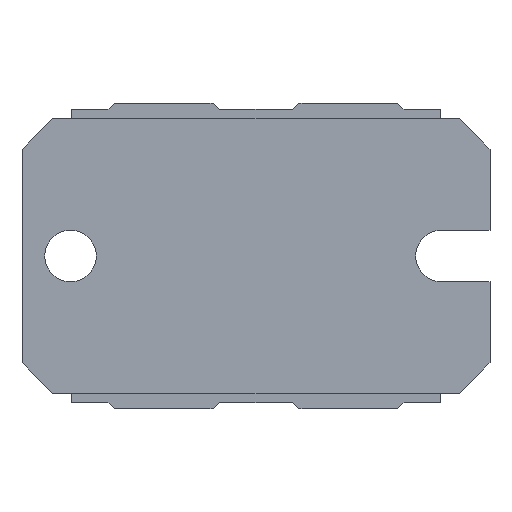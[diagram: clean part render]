
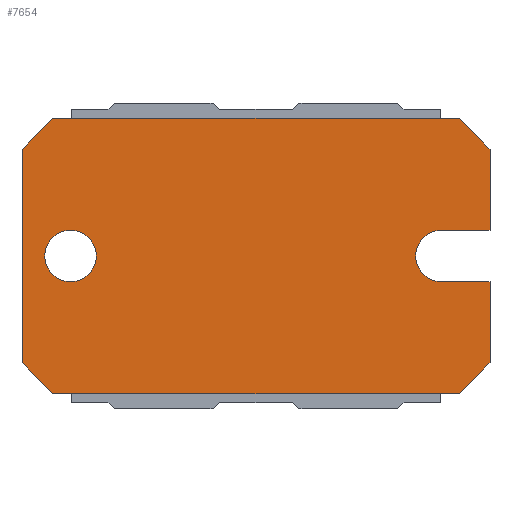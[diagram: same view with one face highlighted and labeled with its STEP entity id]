
A CAD part, front view. The second image highlights one B-rep face of the part: STEP entity #7654.
In plain terms, the highlighted planar face has unit normal (0, -1, 0).
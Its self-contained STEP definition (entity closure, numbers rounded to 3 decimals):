
#100=CIRCLE('',#8007,2.1);
#107=CIRCLE('',#8048,2.1);
#108=CIRCLE('',#8049,2.1);
#234=FACE_BOUND('',#909,.T.);
#490=FACE_OUTER_BOUND('',#908,.T.);
#908=EDGE_LOOP('',(#6060,#6061,#6062,#6063,#6064,#6065,#6066,#6067,#6068,
#6069,#6070,#6071));
#909=EDGE_LOOP('',(#6072,#6073));
#1617=LINE('',#12639,#2464);
#1618=LINE('',#12641,#2465);
#1619=LINE('',#12643,#2466);
#1620=LINE('',#12645,#2467);
#1621=LINE('',#12647,#2468);
#1622=LINE('',#12649,#2469);
#1623=LINE('',#12651,#2470);
#1624=LINE('',#12653,#2471);
#1625=LINE('',#12657,#2472);
#1626=LINE('',#12659,#2473);
#1627=LINE('',#12660,#2474);
#2464=VECTOR('',#9187,1000.);
#2465=VECTOR('',#9188,1000.);
#2466=VECTOR('',#9189,1000.);
#2467=VECTOR('',#9190,1000.);
#2468=VECTOR('',#9191,1000.);
#2469=VECTOR('',#9192,1000.);
#2470=VECTOR('',#9193,1000.);
#2471=VECTOR('',#9194,1000.);
#2472=VECTOR('',#9197,1000.);
#2473=VECTOR('',#9198,1000.);
#2474=VECTOR('',#9199,1000.);
#3387=VERTEX_POINT('',#12409);
#3388=VERTEX_POINT('',#12411);
#3467=VERTEX_POINT('',#12637);
#3468=VERTEX_POINT('',#12638);
#3469=VERTEX_POINT('',#12640);
#3470=VERTEX_POINT('',#12642);
#3471=VERTEX_POINT('',#12644);
#3472=VERTEX_POINT('',#12646);
#3473=VERTEX_POINT('',#12648);
#3474=VERTEX_POINT('',#12650);
#3475=VERTEX_POINT('',#12652);
#3476=VERTEX_POINT('',#12654);
#3477=VERTEX_POINT('',#12656);
#3478=VERTEX_POINT('',#12658);
#4280=EDGE_CURVE('',#3388,#3387,#100,.T.);
#4393=EDGE_CURVE('',#3467,#3468,#1617,.T.);
#4394=EDGE_CURVE('',#3469,#3467,#1618,.T.);
#4395=EDGE_CURVE('',#3470,#3469,#1619,.T.);
#4396=EDGE_CURVE('',#3471,#3470,#1620,.T.);
#4397=EDGE_CURVE('',#3472,#3471,#1621,.T.);
#4398=EDGE_CURVE('',#3473,#3472,#1622,.T.);
#4399=EDGE_CURVE('',#3474,#3473,#1623,.T.);
#4400=EDGE_CURVE('',#3475,#3474,#1624,.T.);
#4401=EDGE_CURVE('',#3476,#3475,#107,.T.);
#4402=EDGE_CURVE('',#3477,#3476,#1625,.T.);
#4403=EDGE_CURVE('',#3478,#3477,#1626,.T.);
#4404=EDGE_CURVE('',#3468,#3478,#1627,.T.);
#4405=EDGE_CURVE('',#3387,#3388,#108,.T.);
#6060=ORIENTED_EDGE('',*,*,#4393,.F.);
#6061=ORIENTED_EDGE('',*,*,#4394,.F.);
#6062=ORIENTED_EDGE('',*,*,#4395,.F.);
#6063=ORIENTED_EDGE('',*,*,#4396,.F.);
#6064=ORIENTED_EDGE('',*,*,#4397,.F.);
#6065=ORIENTED_EDGE('',*,*,#4398,.F.);
#6066=ORIENTED_EDGE('',*,*,#4399,.F.);
#6067=ORIENTED_EDGE('',*,*,#4400,.F.);
#6068=ORIENTED_EDGE('',*,*,#4401,.F.);
#6069=ORIENTED_EDGE('',*,*,#4402,.F.);
#6070=ORIENTED_EDGE('',*,*,#4403,.F.);
#6071=ORIENTED_EDGE('',*,*,#4404,.F.);
#6072=ORIENTED_EDGE('',*,*,#4280,.T.);
#6073=ORIENTED_EDGE('',*,*,#4405,.T.);
#7050=PLANE('',#8047);
#7654=ADVANCED_FACE('',(#490,#234),#7050,.F.);
#8007=AXIS2_PLACEMENT_3D('',#12412,#8999,#9000);
#8047=AXIS2_PLACEMENT_3D('',#12636,#9185,#9186);
#8048=AXIS2_PLACEMENT_3D('',#12655,#9195,#9196);
#8049=AXIS2_PLACEMENT_3D('',#12661,#9200,#9201);
#8999=DIRECTION('center_axis',(0.,1.,0.));
#9000=DIRECTION('ref_axis',(0.,0.,1.));
#9185=DIRECTION('center_axis',(0.,1.,0.));
#9186=DIRECTION('ref_axis',(0.,0.,1.));
#9187=DIRECTION('',(1.,0.,0.));
#9188=DIRECTION('',(0.707,0.,0.707));
#9189=DIRECTION('',(0.,0.,1.));
#9190=DIRECTION('',(-0.707,0.,0.707));
#9191=DIRECTION('',(-1.,0.,0.));
#9192=DIRECTION('',(-0.707,0.,-0.707));
#9193=DIRECTION('',(0.,0.,-1.));
#9194=DIRECTION('',(1.,0.,0.));
#9195=DIRECTION('center_axis',(0.,-1.,0.));
#9196=DIRECTION('ref_axis',(0.,0.,1.));
#9197=DIRECTION('',(-1.,0.,0.));
#9198=DIRECTION('',(0.,0.,-1.));
#9199=DIRECTION('',(0.707,0.,-0.707));
#9200=DIRECTION('center_axis',(0.,1.,0.));
#9201=DIRECTION('ref_axis',(0.,0.,1.));
#12409=CARTESIAN_POINT('',(0.,0.,2.1));
#12411=CARTESIAN_POINT('',(0.,0.,-2.1));
#12412=CARTESIAN_POINT('Origin',(0.,0.,0.));
#12636=CARTESIAN_POINT('Origin',(30.2,0.,0.));
#12637=CARTESIAN_POINT('',(-1.45,0.,11.2));
#12638=CARTESIAN_POINT('',(31.65,0.,11.2));
#12639=CARTESIAN_POINT('',(31.65,0.,11.2));
#12640=CARTESIAN_POINT('',(-3.95,0.,8.7));
#12641=CARTESIAN_POINT('',(-1.45,0.,11.2));
#12642=CARTESIAN_POINT('',(-3.95,0.,-8.7));
#12643=CARTESIAN_POINT('',(-3.95,0.,-8.7));
#12644=CARTESIAN_POINT('',(-1.45,0.,-11.2));
#12645=CARTESIAN_POINT('',(-1.45,0.,-11.2));
#12646=CARTESIAN_POINT('',(31.65,0.,-11.2));
#12647=CARTESIAN_POINT('',(31.65,0.,-11.2));
#12648=CARTESIAN_POINT('',(34.15,0.,-8.7));
#12649=CARTESIAN_POINT('',(31.65,0.,-11.2));
#12650=CARTESIAN_POINT('',(34.15,0.,-2.1));
#12651=CARTESIAN_POINT('',(34.15,0.,-8.7));
#12652=CARTESIAN_POINT('',(30.2,0.,-2.1));
#12653=CARTESIAN_POINT('',(30.2,0.,-2.1));
#12654=CARTESIAN_POINT('',(30.2,0.,2.1));
#12655=CARTESIAN_POINT('Origin',(30.2,0.,0.));
#12656=CARTESIAN_POINT('',(34.15,0.,2.1));
#12657=CARTESIAN_POINT('',(30.2,0.,2.1));
#12658=CARTESIAN_POINT('',(34.15,0.,8.7));
#12659=CARTESIAN_POINT('',(34.15,0.,2.1));
#12660=CARTESIAN_POINT('',(31.65,0.,11.2));
#12661=CARTESIAN_POINT('Origin',(0.,0.,0.));
